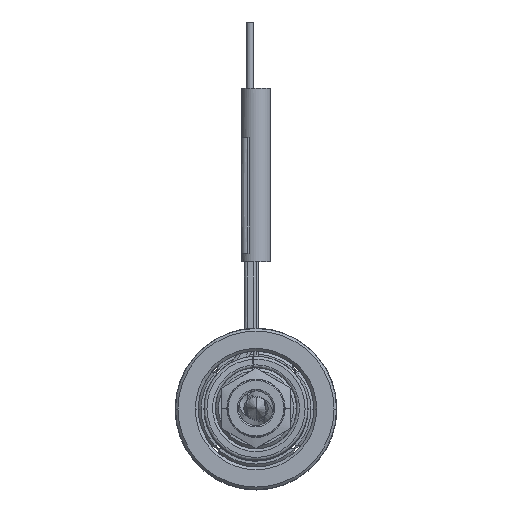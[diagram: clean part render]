
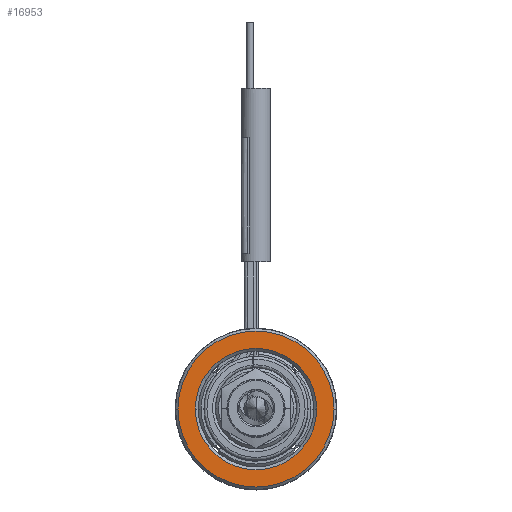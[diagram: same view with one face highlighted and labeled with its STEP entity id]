
A CAD part, top view. The second image highlights one B-rep face of the part: STEP entity #16953.
In plain terms, the highlighted planar face has unit normal (0, 0, 1).
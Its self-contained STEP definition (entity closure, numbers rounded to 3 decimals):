
#5567=CARTESIAN_POINT('',(0.,0.,22.));
#5568=DIRECTION('',(0.,0.,-1.));
#5569=DIRECTION('',(-1.,0.,0.));
#5570=AXIS2_PLACEMENT_3D('',#5567,#5568,#5569);
#5581=CARTESIAN_POINT('',(0.,0.,
22.));
#5582=DIRECTION('',(0.,0.,-1.));
#5583=DIRECTION('',(1.,0.,0.));
#5584=AXIS2_PLACEMENT_3D('',#5581,#5582,#5583);
#5595=CARTESIAN_POINT('',(0.,0.,
22.));
#5596=DIRECTION('',(0.,0.,-1.));
#5597=DIRECTION('',(1.,0.,0.));
#5598=AXIS2_PLACEMENT_3D('',#5595,#5596,#5597);
#5609=CARTESIAN_POINT('',(0.,0.,
22.));
#5610=DIRECTION('',(0.,0.,-1.));
#5611=DIRECTION('',(-1.,0.,0.));
#5612=AXIS2_PLACEMENT_3D('',#5609,#5610,#5611);
#7448=CARTESIAN_POINT('',(13.5,0.,22.));
#7449=CARTESIAN_POINT('',(-13.5,0.,22.));
#7450=VERTEX_POINT('',#7448);
#7451=VERTEX_POINT('',#7449);
#7452=CARTESIAN_POINT('',(10.5,0.,22.));
#7453=CARTESIAN_POINT('',(-10.5,0.,22.));
#7454=VERTEX_POINT('',#7452);
#7455=VERTEX_POINT('',#7453);
#16938=CARTESIAN_POINT('',(0.,0.,22.));
#16939=DIRECTION('',(0.,0.,1.));
#16940=DIRECTION('',(-1.,0.,0.));
#16941=AXIS2_PLACEMENT_3D('',#16938,#16939,#16940);
#16942=PLANE('',#16941);
#16943=ORIENTED_EDGE('',*,*,#16920,.T.);
#16944=ORIENTED_EDGE('',*,*,#16905,.T.);
#16945=EDGE_LOOP('',(#16943,#16944));
#16946=FACE_OUTER_BOUND('',#16945,.F.);
#16948=ORIENTED_EDGE('',*,*,#16947,.F.);
#16950=ORIENTED_EDGE('',*,*,#16949,.F.);
#16951=EDGE_LOOP('',(#16948,#16950));
#16952=FACE_BOUND('',#16951,.F.);
#5571=CIRCLE('',#5570,13.5);
#5585=CIRCLE('',#5584,13.5);
#5599=CIRCLE('',#5598,10.5);
#5613=CIRCLE('',#5612,10.5);
#16905=EDGE_CURVE('',#7451,#7450,#5571,.T.);
#16920=EDGE_CURVE('',#7450,#7451,#5585,.T.);
#16947=EDGE_CURVE('',#7454,#7455,#5599,.T.);
#16949=EDGE_CURVE('',#7455,#7454,#5613,.T.);
#16953=ADVANCED_FACE('',(#16946,#16952),#16942,.T.);
